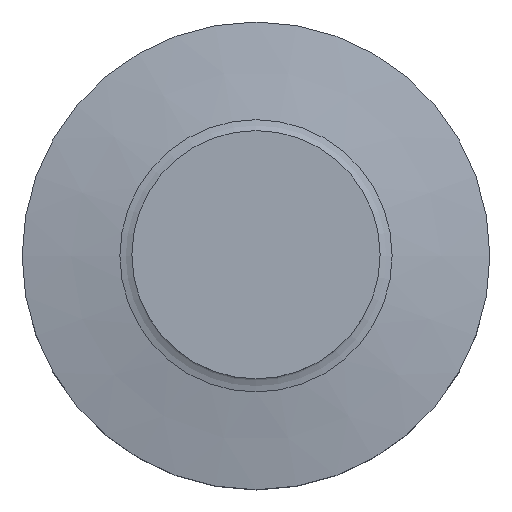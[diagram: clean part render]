
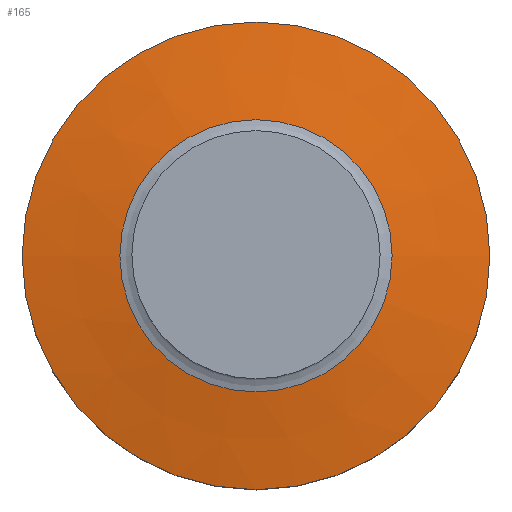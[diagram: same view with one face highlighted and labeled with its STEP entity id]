
A CAD part, top view. The second image highlights one B-rep face of the part: STEP entity #165.
In plain terms, the highlighted conical face has half-angle 80.407 degrees and reference radius 6.5 mm.
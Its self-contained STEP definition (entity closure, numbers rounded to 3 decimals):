
#103=CONICAL_SURFACE('',#348,6.5,80.407);
#139=FACE_BOUND('',#206,.T.);
#140=FACE_BOUND('',#207,.T.);
#165=ADVANCED_FACE('',(#139,#140),#103,.T.);
#206=EDGE_LOOP('',(#246));
#207=EDGE_LOOP('',(#247));
#246=ORIENTED_EDGE('',*,*,#293,.T.);
#247=ORIENTED_EDGE('',*,*,#292,.F.);
#272=VERTEX_POINT('',#510);
#273=VERTEX_POINT('',#513);
#292=EDGE_CURVE('',#272,#272,#312,.T.);
#293=EDGE_CURVE('',#273,#273,#313,.T.);
#312=CIRCLE('',#345,6.5);
#313=CIRCLE('',#347,3.783);
#345=AXIS2_PLACEMENT_3D('',#509,#412,#413);
#347=AXIS2_PLACEMENT_3D('',#512,#416,#417);
#348=AXIS2_PLACEMENT_3D('',#514,#418,#419);
#412=DIRECTION('',(0.,0.,-1.));
#413=DIRECTION('',(-1.,0.,0.));
#416=DIRECTION('',(0.,0.,-1.));
#417=DIRECTION('',(-1.,0.,0.));
#418=DIRECTION('',(0.,0.,-1.));
#419=DIRECTION('',(-1.,0.,0.));
#509=CARTESIAN_POINT('',(0.,0.,9.4));
#510=CARTESIAN_POINT('',(-6.5,0.,9.4));
#512=CARTESIAN_POINT('',(0.,0.,9.859));
#513=CARTESIAN_POINT('',(-3.783,0.,9.859));
#514=CARTESIAN_POINT('',(0.,0.,9.4));
